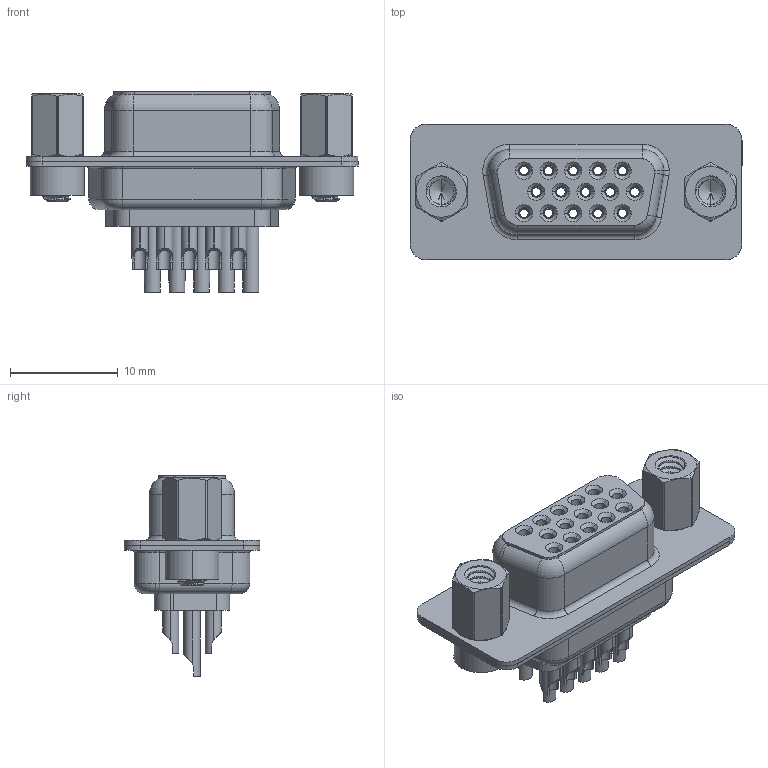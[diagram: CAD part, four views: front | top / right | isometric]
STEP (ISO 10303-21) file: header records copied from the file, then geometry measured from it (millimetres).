
FILE_DESCRIPTION (( 'STEP AP203' ), '1' );
FILE_NAME ('638-015-232-043.STEP', '2019-05-14T18:34:22', ( '' ), ( '' ), 'SwSTEP 2.0', 'SolidWorks 2016', '' );
FILE_SCHEMA (( 'CONFIG_CONTROL_DESIGN' ));
Length unit declared in the file: millimetre
Products named in the file (9): 638 Contact Row 3_32L; 638 4-40 Threaded Rivet; 638 4-40 Hex Standoff; 638-015-232-043; 638 Housing_15 Contacts; 638 Shell Front_15 Contacts; 638 Shell Rear_15 Contacts; 638 Contact Row 1_32L; 638 Contact Row 2_32L
Assembly tree (22 placements, depth 2):
  638-015-232-043
    638 Housing_15 Contacts
    638 Shell Front_15 Contacts
    638 Shell Rear_15 Contacts
    638 Contact Row 1_32L  x5
    638 Contact Row 2_32L  x5
    638 Contact Row 3_32L  x5
    638 4-40 Threaded Rivet  x2
    638 4-40 Hex Standoff  x2
Bounding box: 30.81 x 12.6 x 18.6 mm (x, y, z)
Volume: 1816 mm3; surface area: 6343.7 mm2
Topology: 22 solids, 22 shells, 1740 faces, 4423 edges, 2783 vertices
Faces by surface type: cylinder 584, plane 404, torus 327, bspline 318, cone 107
Entity records: 29321 total; most frequent: CARTESIAN_POINT 11090, ORIENTED_EDGE 3580, DIRECTION 3544, EDGE_CURVE 1790, AXIS2_PLACEMENT_3D 1465, VERTEX_POINT 1130, EDGE_LOOP 832, CIRCLE 777
